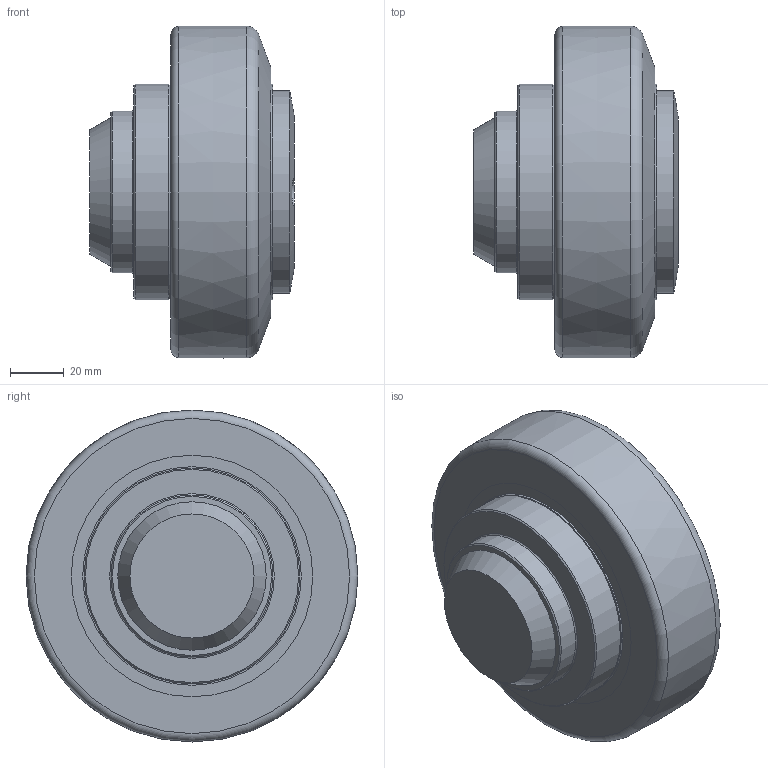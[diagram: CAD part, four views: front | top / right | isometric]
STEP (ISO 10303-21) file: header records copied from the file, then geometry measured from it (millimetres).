
FILE_DESCRIPTION(/* description */ ('-','CAx-IF Rec.Pracs.---Representation and Presentation of Product Manufacturing Information (PMI)---4.0---2014-10-13'),/* implementation_level */ '2;1');
FILE_NAME(/* name */ 'bfe51101-81d4-4472-887f-a7b28bbcd8d6.stp',/* time_stamp */ '2020-06-23T16:05:43+02:00',/* author */ ('-'),/* organization */ ('NTI CADcenter A/S'),/* preprocessor_version */ 'ST-DEVELOPER v18',/* originating_system */ 'Autodesk Inventor 2020',/* authorisation */ '-');
FILE_SCHEMA (('AP242_MANAGED_MODEL_BASED_3D_ENGINEERING_MIM_LF { 1 0 10303 442 1 1 4 }'));
Length unit declared in the file: millimetre
Products named in the file (1): HTR120.0360_Kontur
Bounding box: 75.8 x 122.99 x 122.99 mm (x, y, z)
Volume: 510139.2 mm3; surface area: 70209.7 mm2
Topology: 2 solids, 2 shells, 73 faces, 190 edges, 140 vertices
Faces by surface type: plane 36, cylinder 23, cone 8, torus 5, bspline 1
Full cylindrical faces by diameter (mm): 3 x2, 10 x2, 10.4 x2, 60 x1, 75 x1, 79 x1, 80 x3, 81 x2, 84.5 x1, 86.8 x1, 87 x2, 89.5 x2, 95 x1
Entity records: 2673 total; most frequent: CARTESIAN_POINT 608, DIRECTION 434, ORIENTED_EDGE 380, EDGE_CURVE 190, AXIS2_PLACEMENT_3D 184, VERTEX_POINT 140, CIRCLE 111, EDGE_LOOP 94
